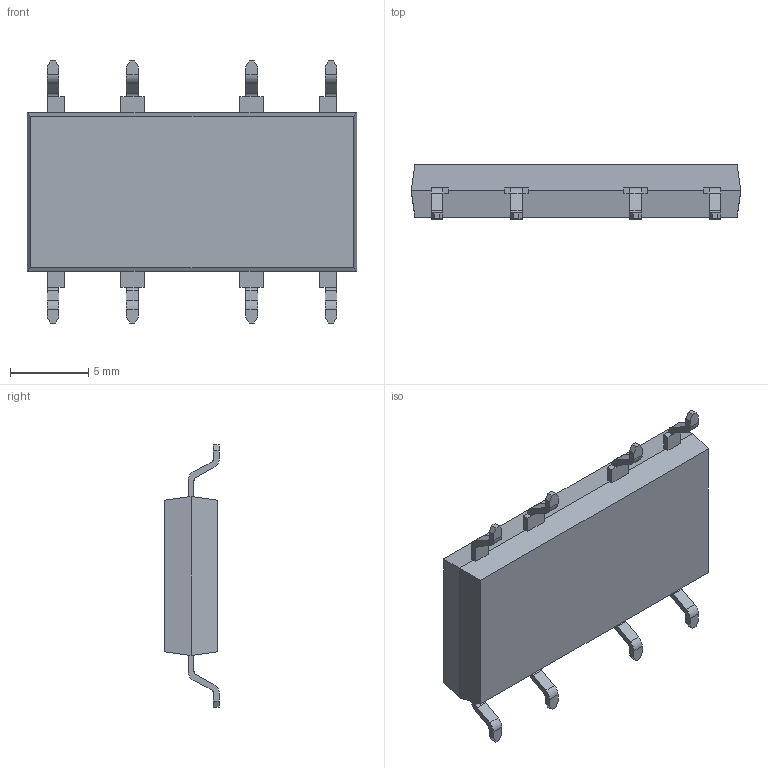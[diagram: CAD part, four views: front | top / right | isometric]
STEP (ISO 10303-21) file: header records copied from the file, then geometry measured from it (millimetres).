
FILE_DESCRIPTION (( 'STEP AP214' ), '1' );
FILE_NAME ('CPC1907B.STEP', '2022-12-18T14:43:49', ( '' ), ( '' ), 'SwSTEP 2.0', 'SolidWorks 2022', '' );
FILE_SCHEMA (( 'AUTOMOTIVE_DESIGN' ));
Length unit declared in the file: millimetre
Products named in the file (1): CPC1907B
Bounding box: 21.08 x 3.48 x 16.76 mm (x, y, z)
Volume: 705 mm3; surface area: 704.3 mm2
Topology: 10 solids, 10 shells, 177 faces, 440 edges, 284 vertices
Faces by surface type: plane 141, cylinder 36
Entity records: 5297 total; most frequent: CARTESIAN_POINT 902, ORIENTED_EDGE 880, DIRECTION 868, EDGE_CURVE 440, VECTOR 368, LINE 368, VERTEX_POINT 284, AXIS2_PLACEMENT_3D 250
